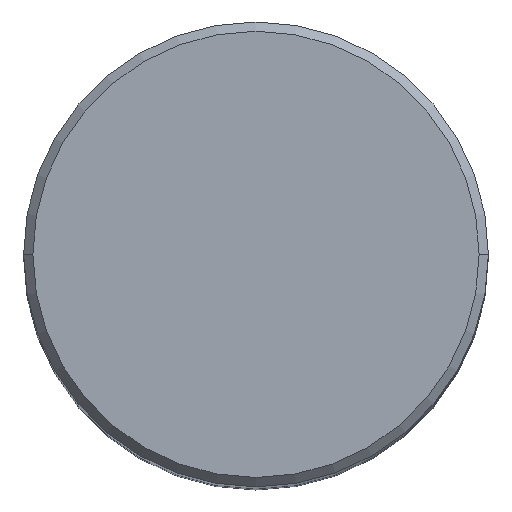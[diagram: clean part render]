
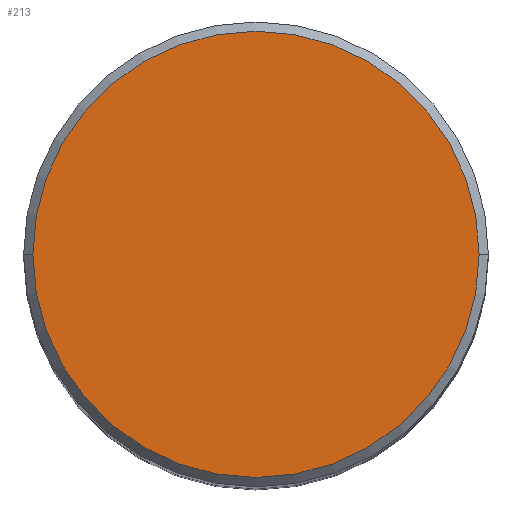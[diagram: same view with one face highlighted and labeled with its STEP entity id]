
A CAD part, top view. The second image highlights one B-rep face of the part: STEP entity #213.
In plain terms, the highlighted planar face has unit normal (0, 0, 1).
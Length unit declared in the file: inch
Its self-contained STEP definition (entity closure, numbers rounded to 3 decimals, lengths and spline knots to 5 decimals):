
#36 = DIRECTION ( 'NONE',  ( 0., 0., 1. ) ) ;
#39 = CARTESIAN_POINT ( 'NONE',  ( -0.48, 0., 0. ) ) ;
#44 = EDGE_LOOP ( 'NONE', ( #355, #79 ) ) ;
#72 = PLANE ( 'NONE',  #373 ) ;
#79 = ORIENTED_EDGE ( 'NONE', *, *, #199, .T. ) ;
#80 = DIRECTION ( 'NONE',  ( 1., 0., 0. ) ) ;
#83 = VERTEX_POINT ( 'NONE', #124 ) ;
#101 = EDGE_CURVE ( 'NONE', #352, #83, #380, .T. ) ;
#110 = CARTESIAN_POINT ( 'NONE',  ( 0., 0., 0. ) ) ;
#124 = CARTESIAN_POINT ( 'NONE',  ( 0.48, 0., 0. ) ) ;
#154 = DIRECTION ( 'NONE',  ( 0., 0., 1. ) ) ;
#163 = DIRECTION ( 'NONE',  ( 1., 0., 0. ) ) ;
#171 = DIRECTION ( 'NONE',  ( 0., 0., -1. ) ) ;
#181 = CIRCLE ( 'NONE', #327, 0.48 ) ;
#189 = AXIS2_PLACEMENT_3D ( 'NONE', #372, #154, #163 ) ;
#199 = EDGE_CURVE ( 'NONE', #83, #352, #181, .T. ) ;
#213 = ADVANCED_FACE ( 'NONE', ( #316 ), #72, .F. ) ;
#275 = DIRECTION ( 'NONE',  ( -1., 0., 0. ) ) ;
#316 = FACE_OUTER_BOUND ( 'NONE', #44, .T. ) ;
#327 = AXIS2_PLACEMENT_3D ( 'NONE', #110, #36, #80 ) ;
#352 = VERTEX_POINT ( 'NONE', #39 ) ;
#355 = ORIENTED_EDGE ( 'NONE', *, *, #101, .T. ) ;
#372 = CARTESIAN_POINT ( 'NONE',  ( 0., 0., 0. ) ) ;
#373 = AXIS2_PLACEMENT_3D ( 'NONE', #442, #171, #275 ) ;
#380 = CIRCLE ( 'NONE', #189, 0.48 ) ;
#442 = CARTESIAN_POINT ( 'NONE',  ( 0., 0.48, 0. ) ) ;
